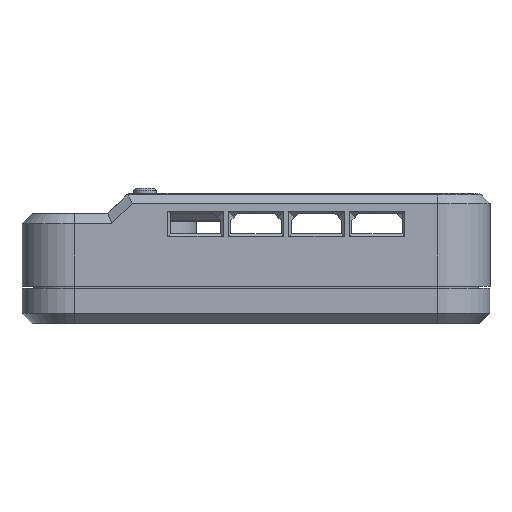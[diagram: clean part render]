
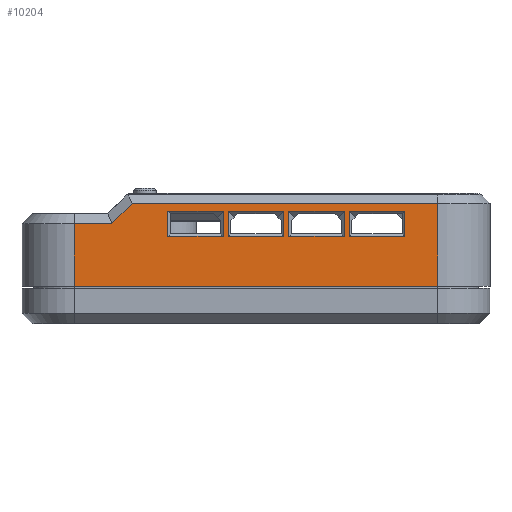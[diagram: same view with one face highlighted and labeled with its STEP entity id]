
A CAD part, left-side view. The second image highlights one B-rep face of the part: STEP entity #10204.
In plain terms, the highlighted planar face has unit normal (-1, 0, 0).
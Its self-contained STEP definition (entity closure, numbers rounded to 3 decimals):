
#201=FACE_BOUND('',#1461,.T.);
#202=FACE_BOUND('',#1462,.T.);
#203=FACE_BOUND('',#1463,.T.);
#204=FACE_BOUND('',#1464,.T.);
#447=PLANE('',#10886);
#893=FACE_OUTER_BOUND('',#1460,.T.);
#1460=EDGE_LOOP('',(#8044,#8045,#8046,#8047,#8048,#8049));
#1461=EDGE_LOOP('',(#8050,#8051,#8052,#8053));
#1462=EDGE_LOOP('',(#8054,#8055,#8056,#8057));
#1463=EDGE_LOOP('',(#8058,#8059,#8060,#8061));
#1464=EDGE_LOOP('',(#8062,#8063,#8064,#8065));
#2392=LINE('',#15235,#3611);
#2394=LINE('',#15239,#3613);
#2400=LINE('',#15251,#3619);
#2404=LINE('',#15259,#3623);
#2425=LINE('',#15302,#3644);
#2428=LINE('',#15309,#3647);
#2429=LINE('',#15311,#3648);
#2430=LINE('',#15313,#3649);
#2431=LINE('',#15315,#3650);
#2432=LINE('',#15317,#3651);
#2433=LINE('',#15318,#3652);
#2434=LINE('',#15320,#3653);
#2435=LINE('',#15321,#3654);
#2436=LINE('',#15324,#3655);
#2437=LINE('',#15325,#3656);
#2438=LINE('',#15326,#3657);
#2439=LINE('',#15328,#3658);
#2440=LINE('',#15330,#3659);
#2441=LINE('',#15331,#3660);
#2442=LINE('',#15333,#3661);
#2443=LINE('',#15335,#3662);
#2444=LINE('',#15336,#3663);
#3611=VECTOR('',#12397,10.);
#3613=VECTOR('',#12401,10.);
#3619=VECTOR('',#12411,10.);
#3623=VECTOR('',#12417,10.);
#3644=VECTOR('',#12450,10.);
#3647=VECTOR('',#12455,10.);
#3648=VECTOR('',#12456,10.);
#3649=VECTOR('',#12457,10.);
#3650=VECTOR('',#12458,10.);
#3651=VECTOR('',#12459,10.);
#3652=VECTOR('',#12460,10.);
#3653=VECTOR('',#12461,10.);
#3654=VECTOR('',#12462,10.);
#3655=VECTOR('',#12463,10.);
#3656=VECTOR('',#12464,10.);
#3657=VECTOR('',#12465,10.);
#3658=VECTOR('',#12466,10.);
#3659=VECTOR('',#12467,10.);
#3660=VECTOR('',#12468,10.);
#3661=VECTOR('',#12469,10.);
#3662=VECTOR('',#12470,10.);
#3663=VECTOR('',#12471,10.);
#4936=VERTEX_POINT('',#15232);
#4937=VERTEX_POINT('',#15234);
#4938=VERTEX_POINT('',#15238);
#4941=VERTEX_POINT('',#15248);
#4942=VERTEX_POINT('',#15250);
#4944=VERTEX_POINT('',#15256);
#4945=VERTEX_POINT('',#15258);
#4959=VERTEX_POINT('',#15298);
#4961=VERTEX_POINT('',#15301);
#4963=VERTEX_POINT('',#15307);
#4964=VERTEX_POINT('',#15308);
#4965=VERTEX_POINT('',#15310);
#4966=VERTEX_POINT('',#15312);
#4967=VERTEX_POINT('',#15314);
#4968=VERTEX_POINT('',#15316);
#4969=VERTEX_POINT('',#15319);
#4970=VERTEX_POINT('',#15322);
#4971=VERTEX_POINT('',#15323);
#4972=VERTEX_POINT('',#15327);
#4973=VERTEX_POINT('',#15329);
#4974=VERTEX_POINT('',#15332);
#4975=VERTEX_POINT('',#15334);
#6079=EDGE_CURVE('',#4936,#4937,#2392,.T.);
#6081=EDGE_CURVE('',#4937,#4938,#2394,.T.);
#6087=EDGE_CURVE('',#4941,#4942,#2400,.T.);
#6091=EDGE_CURVE('',#4944,#4945,#2404,.T.);
#6112=EDGE_CURVE('',#4959,#4961,#2425,.T.);
#6115=EDGE_CURVE('',#4963,#4964,#2428,.T.);
#6116=EDGE_CURVE('',#4965,#4963,#2429,.T.);
#6117=EDGE_CURVE('',#4966,#4965,#2430,.T.);
#6118=EDGE_CURVE('',#4967,#4966,#2431,.T.);
#6119=EDGE_CURVE('',#4967,#4968,#2432,.T.);
#6120=EDGE_CURVE('',#4964,#4968,#2433,.T.);
#6121=EDGE_CURVE('',#4969,#4936,#2434,.T.);
#6122=EDGE_CURVE('',#4938,#4969,#2435,.T.);
#6123=EDGE_CURVE('',#4970,#4971,#2436,.T.);
#6124=EDGE_CURVE('',#4945,#4970,#2437,.T.);
#6125=EDGE_CURVE('',#4971,#4944,#2438,.T.);
#6126=EDGE_CURVE('',#4972,#4941,#2439,.T.);
#6127=EDGE_CURVE('',#4973,#4972,#2440,.T.);
#6128=EDGE_CURVE('',#4942,#4973,#2441,.T.);
#6129=EDGE_CURVE('',#4974,#4959,#2442,.T.);
#6130=EDGE_CURVE('',#4975,#4974,#2443,.T.);
#6131=EDGE_CURVE('',#4961,#4975,#2444,.T.);
#8044=ORIENTED_EDGE('',*,*,#6115,.F.);
#8045=ORIENTED_EDGE('',*,*,#6116,.F.);
#8046=ORIENTED_EDGE('',*,*,#6117,.F.);
#8047=ORIENTED_EDGE('',*,*,#6118,.F.);
#8048=ORIENTED_EDGE('',*,*,#6119,.T.);
#8049=ORIENTED_EDGE('',*,*,#6120,.F.);
#8050=ORIENTED_EDGE('',*,*,#6081,.F.);
#8051=ORIENTED_EDGE('',*,*,#6079,.F.);
#8052=ORIENTED_EDGE('',*,*,#6121,.F.);
#8053=ORIENTED_EDGE('',*,*,#6122,.F.);
#8054=ORIENTED_EDGE('',*,*,#6123,.F.);
#8055=ORIENTED_EDGE('',*,*,#6124,.F.);
#8056=ORIENTED_EDGE('',*,*,#6091,.F.);
#8057=ORIENTED_EDGE('',*,*,#6125,.F.);
#8058=ORIENTED_EDGE('',*,*,#6126,.F.);
#8059=ORIENTED_EDGE('',*,*,#6127,.F.);
#8060=ORIENTED_EDGE('',*,*,#6128,.F.);
#8061=ORIENTED_EDGE('',*,*,#6087,.F.);
#8062=ORIENTED_EDGE('',*,*,#6129,.F.);
#8063=ORIENTED_EDGE('',*,*,#6130,.F.);
#8064=ORIENTED_EDGE('',*,*,#6131,.F.);
#8065=ORIENTED_EDGE('',*,*,#6112,.F.);
#10204=ADVANCED_FACE('',(#893,#201,#202,#203,#204),#447,.T.);
#10886=AXIS2_PLACEMENT_3D('',#15306,#12453,#12454);
#12397=DIRECTION('',(0.,-1.,0.));
#12401=DIRECTION('',(0.,0.,1.));
#12411=DIRECTION('',(0.,-1.,0.));
#12417=DIRECTION('',(0.,0.,1.));
#12450=DIRECTION('',(0.,-1.,0.));
#12453=DIRECTION('center_axis',(-1.,0.,0.));
#12454=DIRECTION('ref_axis',(0.,-1.,0.));
#12455=DIRECTION('',(0.,-0.707,0.707));
#12456=DIRECTION('',(0.,-1.,0.));
#12457=DIRECTION('',(0.,0.,1.));
#12458=DIRECTION('',(0.,1.,0.));
#12459=DIRECTION('',(0.,0.,1.));
#12460=DIRECTION('',(0.,-1.,0.));
#12461=DIRECTION('',(0.,0.,-1.));
#12462=DIRECTION('',(0.,1.,0.));
#12463=DIRECTION('',(0.,0.,-1.));
#12464=DIRECTION('',(0.,1.,0.));
#12465=DIRECTION('',(0.,-1.,0.));
#12466=DIRECTION('',(0.,0.,-1.));
#12467=DIRECTION('',(0.,1.,0.));
#12468=DIRECTION('',(0.,0.,1.));
#12469=DIRECTION('',(0.,0.,-1.));
#12470=DIRECTION('',(0.,1.,0.));
#12471=DIRECTION('',(0.,0.,1.));
#15232=CARTESIAN_POINT('',(-29.45,8.75,-2.25));
#15234=CARTESIAN_POINT('',(-29.45,3.25,-2.25));
#15235=CARTESIAN_POINT('',(-29.45,10.75,-2.25));
#15238=CARTESIAN_POINT('',(-29.45,3.25,0.25));
#15239=CARTESIAN_POINT('',(-29.45,3.25,0.));
#15248=CARTESIAN_POINT('',(-29.45,-9.25,-2.25));
#15250=CARTESIAN_POINT('',(-29.45,-14.75,-2.25));
#15251=CARTESIAN_POINT('',(-29.45,1.75,-2.25));
#15256=CARTESIAN_POINT('',(-29.45,-8.75,-2.25));
#15258=CARTESIAN_POINT('',(-29.45,-8.75,0.25));
#15259=CARTESIAN_POINT('',(-29.45,-8.75,0.));
#15298=CARTESIAN_POINT('',(-29.45,2.75,-2.25));
#15301=CARTESIAN_POINT('',(-29.45,-2.75,-2.25));
#15302=CARTESIAN_POINT('',(-29.45,7.75,-2.25));
#15306=CARTESIAN_POINT('Origin',(-29.45,18.,0.));
#15307=CARTESIAN_POINT('',(-29.45,14.286,-1.));
#15308=CARTESIAN_POINT('',(-29.45,12.286,1.));
#15309=CARTESIAN_POINT('',(-29.45,14.818,-1.532));
#15310=CARTESIAN_POINT('',(-29.45,18.,-1.));
#15311=CARTESIAN_POINT('',(-29.45,9.,-1.));
#15312=CARTESIAN_POINT('',(-29.45,18.,-7.2));
#15313=CARTESIAN_POINT('',(-29.45,18.,0.));
#15314=CARTESIAN_POINT('',(-29.45,-18.,-7.2));
#15315=CARTESIAN_POINT('',(-29.45,0.,-7.2));
#15316=CARTESIAN_POINT('',(-29.45,-18.,1.));
#15317=CARTESIAN_POINT('',(-29.45,-18.,0.));
#15318=CARTESIAN_POINT('',(-29.45,9.,1.));
#15319=CARTESIAN_POINT('',(-29.45,8.75,0.25));
#15320=CARTESIAN_POINT('',(-29.45,8.75,-1.));
#15321=CARTESIAN_POINT('',(-29.45,9.,0.25));
#15322=CARTESIAN_POINT('',(-29.45,-3.25,0.25));
#15323=CARTESIAN_POINT('',(-29.45,-3.25,-2.25));
#15324=CARTESIAN_POINT('',(-29.45,-3.25,-1.));
#15325=CARTESIAN_POINT('',(-29.45,9.,0.25));
#15326=CARTESIAN_POINT('',(-29.45,4.75,-2.25));
#15327=CARTESIAN_POINT('',(-29.45,-9.25,0.25));
#15328=CARTESIAN_POINT('',(-29.45,-9.25,-1.));
#15329=CARTESIAN_POINT('',(-29.45,-14.75,0.25));
#15330=CARTESIAN_POINT('',(-29.45,9.,0.25));
#15331=CARTESIAN_POINT('',(-29.45,-14.75,0.));
#15332=CARTESIAN_POINT('',(-29.45,2.75,0.25));
#15333=CARTESIAN_POINT('',(-29.45,2.75,-1.));
#15334=CARTESIAN_POINT('',(-29.45,-2.75,0.25));
#15335=CARTESIAN_POINT('',(-29.45,9.,0.25));
#15336=CARTESIAN_POINT('',(-29.45,-2.75,0.));
